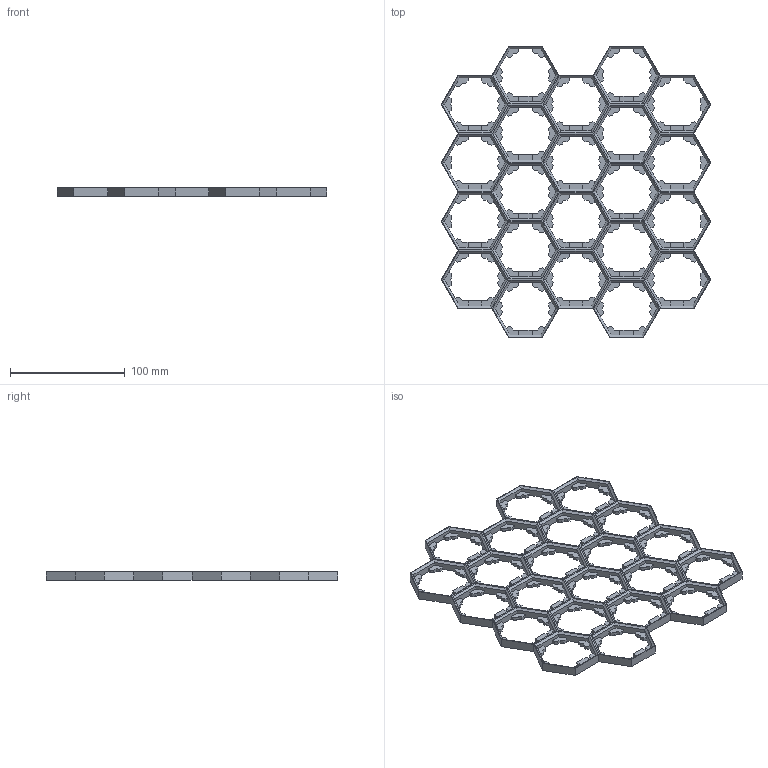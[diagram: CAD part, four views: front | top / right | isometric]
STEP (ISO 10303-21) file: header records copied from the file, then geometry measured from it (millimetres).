
FILE_DESCRIPTION(/* description */ (''),/* implementation_level */ '2;1');
FILE_NAME(/* name */ 'Baseplate v2.step',/* time_stamp */ '2023-05-18T08:26:22-05:00',/* author */ (''),/* organization */ (''),/* preprocessor_version */ 'ST-DEVELOPER v19.2',/* originating_system */ 'Autodesk Translation Framework v12.4.0.73',/* authorisation */ '');
FILE_SCHEMA (('AUTOMOTIVE_DESIGN { 1 0 10303 214 3 1 1 }'));
Length unit declared in the file: millimetre
Products named in the file (1): Baseplate
Bounding box: 235.33 x 254.8 x 7.75 mm (x, y, z)
Volume: 90263.9 mm3; surface area: 66284.9 mm2
Topology: 1 solids, 1 shells, 1202 faces, 3430 edges, 2230 vertices
Faces by surface type: plane 1202
Entity records: 38215 total; most frequent: CARTESIAN_POINT 6863, ORIENTED_EDGE 6860, DIRECTION 5836, LINE 3430, VECTOR 3430, EDGE_CURVE 3430, VERTEX_POINT 2230, EDGE_LOOP 1246
